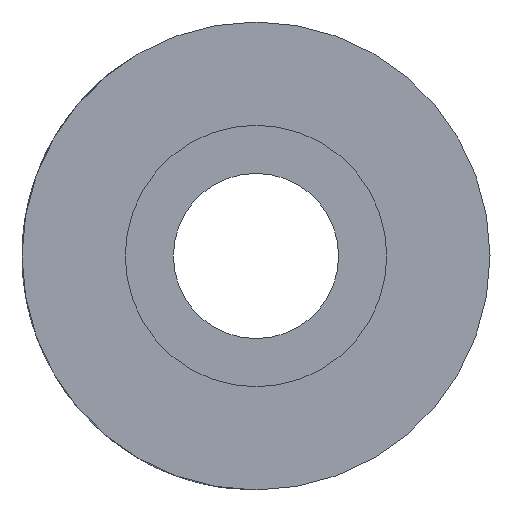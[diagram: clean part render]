
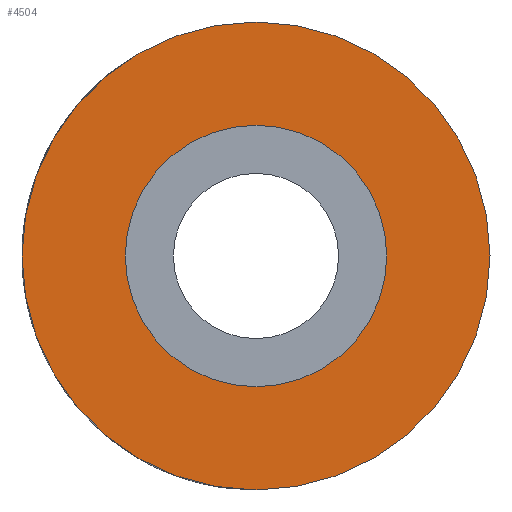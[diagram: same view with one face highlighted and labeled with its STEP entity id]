
A CAD part, left-side view. The second image highlights one B-rep face of the part: STEP entity #4504.
In plain terms, the highlighted planar face has unit normal (-1, 0, 0).
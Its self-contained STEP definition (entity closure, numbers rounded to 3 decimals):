
#451 = EDGE_CURVE ( 'NONE', #5548, #7495, #7648, .T. ) ;
#460 = ORIENTED_EDGE ( 'NONE', *, *, #451, .T. ) ;
#802 = EDGE_CURVE ( 'NONE', #4799, #5344, #6040, .T. ) ;
#1271 = CARTESIAN_POINT ( 'NONE',  ( 0., 0., 0. ) ) ;
#1312 = DIRECTION ( 'NONE',  ( 1., 0., 0. ) ) ;
#1590 = EDGE_LOOP ( 'NONE', ( #2516, #460 ) ) ;
#2516 = ORIENTED_EDGE ( 'NONE', *, *, #6739, .T. ) ;
#2531 = FACE_BOUND ( 'NONE', #2749, .T. ) ;
#2749 = EDGE_LOOP ( 'NONE', ( #8159, #7362 ) ) ;
#3047 = CARTESIAN_POINT ( 'NONE',  ( 0., 0., 0. ) ) ;
#3158 = DIRECTION ( 'NONE',  ( -1., 0., 0. ) ) ;
#3406 = AXIS2_PLACEMENT_3D ( 'NONE', #7748, #7153, #3946 ) ;
#3786 = CARTESIAN_POINT ( 'NONE',  ( 0., 0., 0. ) ) ;
#3946 = DIRECTION ( 'NONE',  ( 0., 0., 1. ) ) ;
#4504 = ADVANCED_FACE ( 'NONE', ( #2531, #6492 ), #6409, .F. ) ;
#4799 = VERTEX_POINT ( 'NONE', #8212 ) ;
#4933 = DIRECTION ( 'NONE',  ( 0., 0., 1. ) ) ;
#5017 = CARTESIAN_POINT ( 'NONE',  ( 0., 0., -8.5 ) ) ;
#5264 = CIRCLE ( 'NONE', #7816, 8.5 ) ;
#5344 = VERTEX_POINT ( 'NONE', #7403 ) ;
#5374 = AXIS2_PLACEMENT_3D ( 'NONE', #3786, #3158, #6529 ) ;
#5548 = VERTEX_POINT ( 'NONE', #5017 ) ;
#5589 = DIRECTION ( 'NONE',  ( -1., 0., 0. ) ) ;
#5602 = DIRECTION ( 'NONE',  ( -1., 0., 0. ) ) ;
#6040 = CIRCLE ( 'NONE', #6713, 4.75 ) ;
#6409 = PLANE ( 'NONE',  #7538 ) ;
#6449 = DIRECTION ( 'NONE',  ( 0., 0., -1. ) ) ;
#6492 = FACE_OUTER_BOUND ( 'NONE', #1590, .T. ) ;
#6529 = DIRECTION ( 'NONE',  ( 0., 0., 1. ) ) ;
#6713 = AXIS2_PLACEMENT_3D ( 'NONE', #6932, #5602, #8164 ) ;
#6739 = EDGE_CURVE ( 'NONE', #7495, #5548, #5264, .T. ) ;
#6932 = CARTESIAN_POINT ( 'NONE',  ( 0., 0., 0. ) ) ;
#6957 = CARTESIAN_POINT ( 'NONE',  ( 0., 0., 8.5 ) ) ;
#7002 = CIRCLE ( 'NONE', #3406, 4.75 ) ;
#7153 = DIRECTION ( 'NONE',  ( -1., 0., 0. ) ) ;
#7244 = EDGE_CURVE ( 'NONE', #5344, #4799, #7002, .T. ) ;
#7362 = ORIENTED_EDGE ( 'NONE', *, *, #802, .F. ) ;
#7403 = CARTESIAN_POINT ( 'NONE',  ( 0., 0., 4.75 ) ) ;
#7495 = VERTEX_POINT ( 'NONE', #6957 ) ;
#7538 = AXIS2_PLACEMENT_3D ( 'NONE', #1271, #1312, #6449 ) ;
#7648 = CIRCLE ( 'NONE', #5374, 8.5 ) ;
#7748 = CARTESIAN_POINT ( 'NONE',  ( 0., 0., 0. ) ) ;
#7816 = AXIS2_PLACEMENT_3D ( 'NONE', #3047, #5589, #4933 ) ;
#8159 = ORIENTED_EDGE ( 'NONE', *, *, #7244, .F. ) ;
#8164 = DIRECTION ( 'NONE',  ( 0., 0., 1. ) ) ;
#8212 = CARTESIAN_POINT ( 'NONE',  ( 0., 0., -4.75 ) ) ;
